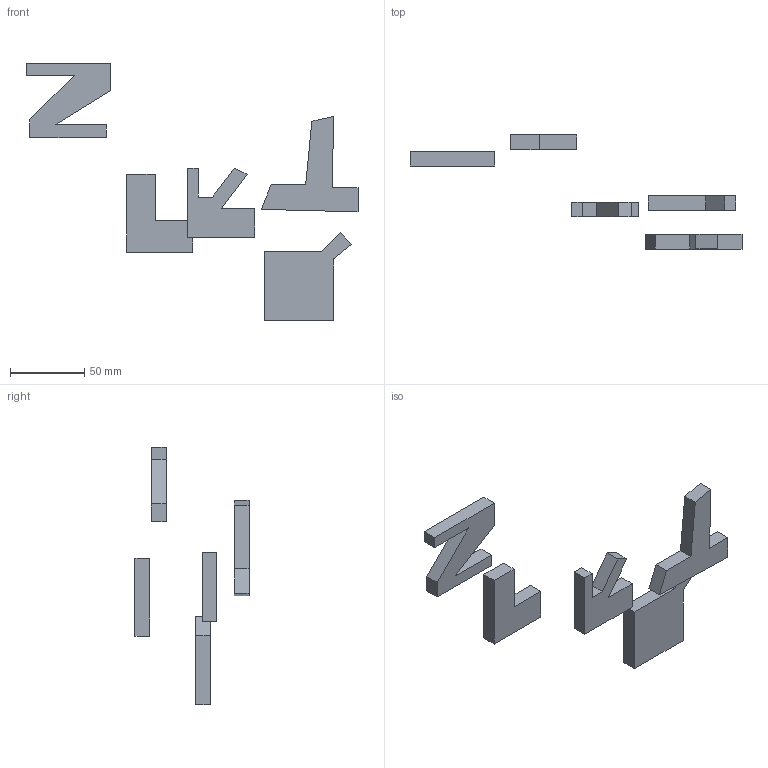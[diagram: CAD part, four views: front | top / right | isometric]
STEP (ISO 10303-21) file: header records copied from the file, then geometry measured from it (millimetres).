
FILE_DESCRIPTION (( 'STEP AP214' ), '1' );
FILE_NAME ('assy_3__qq3.STEP', '2017-03-23T15:38:13', ( '' ), ( '' ), 'SwSTEP 2.0', 'SolidWorks 2016', '' );
FILE_SCHEMA (( 'AUTOMOTIVE_DESIGN' ));
Length unit declared in the file: millimetre
Products named in the file (8): assy_1_3; S_2_1; R_2_1; P_2_1; assy_2_3; T_2_1; Q_2_1; assy_3__qq3
Assembly tree (7 placements, depth 3):
  assy_3__qq3
    assy_2_3
      Q_2_1
      T_2_1
    assy_1_3
      P_2_1
      R_2_1
      S_2_1
Bounding box: 224.14 x 77.12 x 173.97 mm (x, y, z)
Volume: 89283.2 mm3; surface area: 29881.6 mm2
Topology: 5 solids, 5 shells, 51 faces, 123 edges, 82 vertices
Faces by surface type: plane 51
Entity records: 2312 total; most frequent: CARTESIAN_POINT 268, DIRECTION 249, ORIENTED_EDGE 246, EDGE_CURVE 123, VECTOR 123, LINE 123, VERTEX_POINT 82, UNCERTAINTY_MEASURE_WITH_UNIT 69
